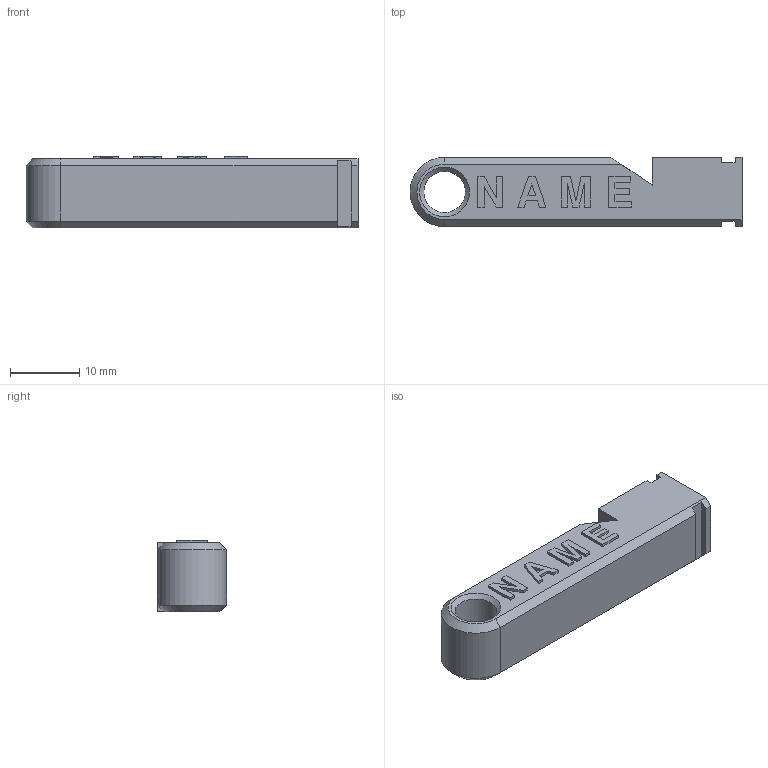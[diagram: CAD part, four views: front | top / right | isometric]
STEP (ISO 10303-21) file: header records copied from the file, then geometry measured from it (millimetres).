
FILE_DESCRIPTION(('Open CASCADE Model'),'2;1');
FILE_NAME('Open CASCADE Shape Model','2025-11-30T22:29:41',('Author'),( 'Open CASCADE'),'Open CASCADE STEP processor 7.8','build123d', 'Unknown');
FILE_SCHEMA(('AUTOMOTIVE_DESIGN { 1 0 10303 214 1 1 1 1 }'));
Length unit declared in the file: millimetre
Products named in the file (1): COMPOUND
Bounding box: 48 x 10 x 10.4 mm (x, y, z)
Volume: 2496.3 mm3; surface area: 3114.8 mm2
Topology: 1 solids, 1 shells, 91 faces, 242 edges, 158 vertices
Faces by surface type: plane 79, bspline 5, cone 4, cylinder 3
Full cylindrical faces by diameter (mm): 6 x1
Entity records: 5982 total; most frequent: CARTESIAN_POINT 1109, DIRECTION 882, LINE 672, VECTOR 672, ORIENTED_EDGE 484, PCURVE 484, DEFINITIONAL_REPRESENTATION 484, EDGE_CURVE 242
